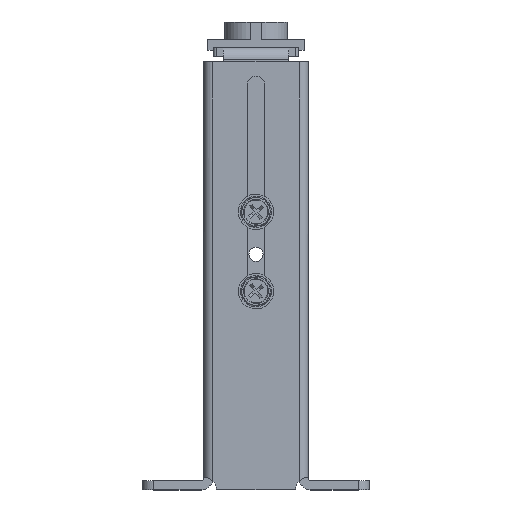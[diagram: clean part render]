
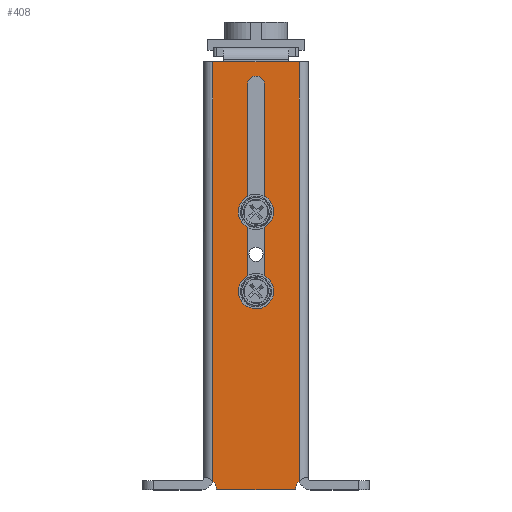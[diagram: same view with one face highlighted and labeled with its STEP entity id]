
A CAD part, top view. The second image highlights one B-rep face of the part: STEP entity #408.
In plain terms, the highlighted planar face has unit normal (0, 0, 1).
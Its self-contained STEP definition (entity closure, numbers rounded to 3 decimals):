
#3 = VERTEX_POINT ( 'NONE', #2181 ) ;
#246 = EDGE_CURVE ( 'NONE', #274, #3, #2520, .T. ) ;
#274 = VERTEX_POINT ( 'NONE', #2651 ) ;
#332 = EDGE_CURVE ( 'NONE', #333, #334, #2695, .T. ) ;
#333 = VERTEX_POINT ( 'NONE', #2690 ) ;
#334 = VERTEX_POINT ( 'NONE', #2691 ) ;
#349 = EDGE_CURVE ( 'NONE', #334, #350, #2771, .T. ) ;
#350 = VERTEX_POINT ( 'NONE', #2767 ) ;
#351 = ORIENTED_EDGE ( 'NONE', *, *, #352, .F. ) ;
#352 = EDGE_CURVE ( 'NONE', #3, #350, #2647, .T. ) ;
#353 = ORIENTED_EDGE ( 'NONE', *, *, #246, .F. ) ;
#366 = ORIENTED_EDGE ( 'NONE', *, *, #367, .F. ) ;
#367 = EDGE_CURVE ( 'NONE', #368, #274, #2834, .T. ) ;
#368 = VERTEX_POINT ( 'NONE', #2829 ) ;
#369 = ORIENTED_EDGE ( 'NONE', *, *, #370, .T. ) ;
#370 = EDGE_CURVE ( 'NONE', #368, #333, #2828, .T. ) ;
#371 = ORIENTED_EDGE ( 'NONE', *, *, #332, .T. ) ;
#372 = ORIENTED_EDGE ( 'NONE', *, *, #349, .T. ) ;
#408 = ADVANCED_FACE ( 'NONE', ( #3090, #3089 ), #3088, .F. ) ;
#409 = EDGE_LOOP ( 'NONE', ( #410, #414, #417, #420 ) ) ;
#410 = ORIENTED_EDGE ( 'NONE', *, *, #411, .F. ) ;
#411 = EDGE_CURVE ( 'NONE', #412, #413, #2952, .T. ) ;
#412 = VERTEX_POINT ( 'NONE', #2948 ) ;
#413 = VERTEX_POINT ( 'NONE', #3015 ) ;
#414 = ORIENTED_EDGE ( 'NONE', *, *, #415, .F. ) ;
#415 = EDGE_CURVE ( 'NONE', #416, #412, #3014, .T. ) ;
#416 = VERTEX_POINT ( 'NONE', #2894 ) ;
#417 = ORIENTED_EDGE ( 'NONE', *, *, #418, .F. ) ;
#418 = EDGE_CURVE ( 'NONE', #419, #416, #2893, .T. ) ;
#419 = VERTEX_POINT ( 'NONE', #2889 ) ;
#420 = ORIENTED_EDGE ( 'NONE', *, *, #421, .F. ) ;
#421 = EDGE_CURVE ( 'NONE', #413, #419, #3022, .T. ) ;
#422 = EDGE_LOOP ( 'NONE', ( #366, #369, #371, #372, #351, #353 ) ) ;
#2181 = CARTESIAN_POINT ( 'NONE',  ( -13.9, 0., 15. ) ) ;
#2517 = DIRECTION ( 'NONE',  ( -1., 0., 0. ) ) ;
#2518 = VECTOR ( 'NONE', #2517, 1000. ) ;
#2519 = CARTESIAN_POINT ( 'NONE',  ( 18.4, 0., 15. ) ) ;
#2520 = LINE ( 'NONE', #2519, #2518 ) ;
#2643 = DIRECTION ( 'NONE',  ( -1., 0., 0. ) ) ;
#2644 = DIRECTION ( 'NONE',  ( 0., 0., 1. ) ) ;
#2645 = CARTESIAN_POINT ( 'NONE',  ( -18.4, 0., 15. ) ) ;
#2646 = AXIS2_PLACEMENT_3D ( 'NONE', #2645, #2644, #2643 ) ;
#2647 = CIRCLE ( 'NONE', #2646, 4.5 ) ;
#2651 = CARTESIAN_POINT ( 'NONE',  ( 13.9, 0., 15. ) ) ;
#2690 = CARTESIAN_POINT ( 'NONE',  ( 15.2, 151., 15. ) ) ;
#2691 = CARTESIAN_POINT ( 'NONE',  ( -15.2, 151., 15. ) ) ;
#2692 = DIRECTION ( 'NONE',  ( -1., 0., 0. ) ) ;
#2693 = VECTOR ( 'NONE', #2692, 1000. ) ;
#2694 = CARTESIAN_POINT ( 'NONE',  ( 18.4, 151., 15. ) ) ;
#2695 = LINE ( 'NONE', #2694, #2693 ) ;
#2767 = CARTESIAN_POINT ( 'NONE',  ( -15.2, 3.164, 15. ) ) ;
#2768 = DIRECTION ( 'NONE',  ( 0., -1., 0. ) ) ;
#2769 = VECTOR ( 'NONE', #2768, 1000. ) ;
#2770 = CARTESIAN_POINT ( 'NONE',  ( -15.2, 4.5, 15. ) ) ;
#2771 = LINE ( 'NONE', #2770, #2769 ) ;
#2825 = VECTOR ( 'NONE', #2826, 1000. ) ;
#2826 = DIRECTION ( 'NONE',  ( 0., 1., 0. ) ) ;
#2827 = CARTESIAN_POINT ( 'NONE',  ( 15.2, 151., 15. ) ) ;
#2828 = LINE ( 'NONE', #2827, #2825 ) ;
#2829 = CARTESIAN_POINT ( 'NONE',  ( 15.2, 3.164, 15. ) ) ;
#2830 = DIRECTION ( 'NONE',  ( 1., 0., 0. ) ) ;
#2831 = DIRECTION ( 'NONE',  ( 0., 0., 1. ) ) ;
#2832 = CARTESIAN_POINT ( 'NONE',  ( 18.4, 0., 15. ) ) ;
#2833 = AXIS2_PLACEMENT_3D ( 'NONE', #2832, #2831, #2830 ) ;
#2834 = CIRCLE ( 'NONE', #2833, 4.5 ) ;
#2889 = CARTESIAN_POINT ( 'NONE',  ( 3.1, 70.1, 15. ) ) ;
#2890 = DIRECTION ( 'NONE',  ( 0., 1., 0. ) ) ;
#2891 = VECTOR ( 'NONE', #2890, 1000. ) ;
#2892 = CARTESIAN_POINT ( 'NONE',  ( 3.1, 142.9, 15. ) ) ;
#2893 = LINE ( 'NONE', #2892, #2891 ) ;
#2894 = CARTESIAN_POINT ( 'NONE',  ( 3.1, 142.9, 15. ) ) ;
#2895 = DIRECTION ( 'NONE',  ( 1., 0., 0. ) ) ;
#2948 = CARTESIAN_POINT ( 'NONE',  ( -3.1, 142.9, 15. ) ) ;
#2949 = DIRECTION ( 'NONE',  ( 0., -1., 0. ) ) ;
#2950 = VECTOR ( 'NONE', #2949, 1000. ) ;
#2951 = CARTESIAN_POINT ( 'NONE',  ( -3.1, 142.9, 15. ) ) ;
#2952 = LINE ( 'NONE', #2951, #2950 ) ;
#2953 = DIRECTION ( 'NONE',  ( 0., 1., 0. ) ) ;
#3011 = DIRECTION ( 'NONE',  ( 0., 0., 1. ) ) ;
#3012 = CARTESIAN_POINT ( 'NONE',  ( 0., 142.9, 15. ) ) ;
#3013 = AXIS2_PLACEMENT_3D ( 'NONE', #3012, #3011, #2895 ) ;
#3014 = CIRCLE ( 'NONE', #3013, 3.1 ) ;
#3015 = CARTESIAN_POINT ( 'NONE',  ( -3.1, 70.1, 15. ) ) ;
#3018 = DIRECTION ( 'NONE',  ( 1., 0., 0. ) ) ;
#3019 = DIRECTION ( 'NONE',  ( 0., 0., 1. ) ) ;
#3020 = CARTESIAN_POINT ( 'NONE',  ( 0., 70.1, 15. ) ) ;
#3021 = AXIS2_PLACEMENT_3D ( 'NONE', #3020, #3019, #3018 ) ;
#3022 = CIRCLE ( 'NONE', #3021, 3.1 ) ;
#3085 = DIRECTION ( 'NONE',  ( 0., 0., -1. ) ) ;
#3086 = CARTESIAN_POINT ( 'NONE',  ( 18.4, 151., 15. ) ) ;
#3087 = AXIS2_PLACEMENT_3D ( 'NONE', #3086, #3085, #2953 ) ;
#3088 = PLANE ( 'NONE',  #3087 ) ;
#3089 = FACE_OUTER_BOUND ( 'NONE', #422, .T. ) ;
#3090 = FACE_BOUND ( 'NONE', #409, .T. ) ;
